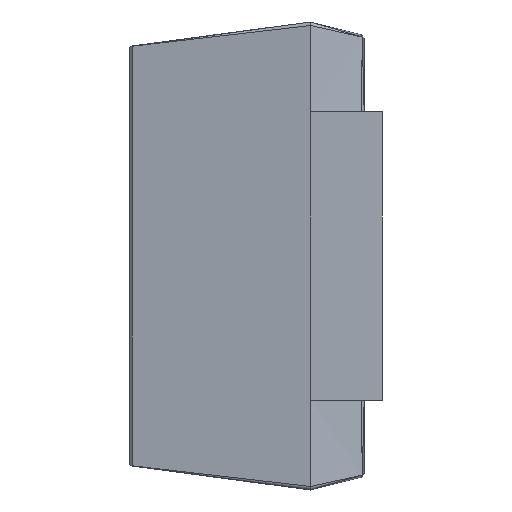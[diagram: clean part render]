
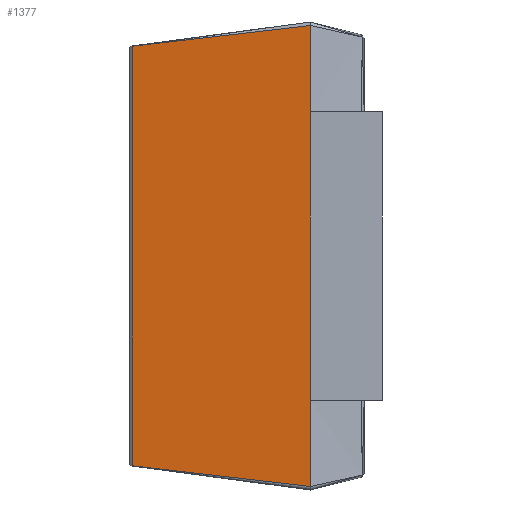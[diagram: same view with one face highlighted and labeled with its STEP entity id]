
A CAD part, left-side view. The second image highlights one B-rep face of the part: STEP entity #1377.
In plain terms, the highlighted planar face has unit normal (-0.993, 0.122, 0).
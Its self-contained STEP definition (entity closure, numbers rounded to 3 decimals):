
#1 = CARTESIAN_POINT ( 'NONE',  ( 0., 0.15, 1.29 ) ) ;
#46 = CARTESIAN_POINT ( 'NONE',  ( 0.06, 0.641, 1.23 ) ) ;
#114 = EDGE_LOOP ( 'NONE', ( #1113, #789, #1585, #746, #1586, #1764 ) ) ;
#153 = LINE ( 'NONE', #1049, #475 ) ;
#201 = DIRECTION ( 'NONE',  ( 0., 0., -1. ) ) ;
#222 = VERTEX_POINT ( 'NONE', #2262 ) ;
#475 = VECTOR ( 'NONE', #1214, 1000. ) ;
#580 = CARTESIAN_POINT ( 'NONE',  ( 0., 0.15, 0. ) ) ;
#582 = VECTOR ( 'NONE', #630, 1000. ) ;
#594 = LINE ( 'NONE', #580, #628 ) ;
#628 = VECTOR ( 'NONE', #657, 1000. ) ;
#630 = DIRECTION ( 'NONE',  ( 0.121, 0.985, 0.121 ) ) ;
#637 = CARTESIAN_POINT ( 'NONE',  ( 0.067, 0.645, 1.233 ) ) ;
#657 = DIRECTION ( 'NONE',  ( 0., 0., -1. ) ) ;
#669 = PLANE ( 'NONE',  #1456 ) ;
#718 = CARTESIAN_POINT ( 'NONE',  ( 0., 0.15, 1.05 ) ) ;
#733 = EDGE_CURVE ( 'NONE', #222, #1435, #805, .T. ) ;
#746 = ORIENTED_EDGE ( 'NONE', *, *, #2219, .F. ) ;
#751 = VERTEX_POINT ( 'NONE', #718 ) ;
#789 = ORIENTED_EDGE ( 'NONE', *, *, #733, .F. ) ;
#805 = LINE ( 'NONE', #1530, #582 ) ;
#839 = LINE ( 'NONE', #1060, #1081 ) ;
#848 = EDGE_CURVE ( 'NONE', #955, #1476, #1963, .T. ) ;
#955 = VERTEX_POINT ( 'NONE', #637 ) ;
#1032 = FACE_OUTER_BOUND ( 'NONE', #114, .T. ) ;
#1049 = CARTESIAN_POINT ( 'NONE',  ( 0., 0.15, 0. ) ) ;
#1060 = CARTESIAN_POINT ( 'NONE',  ( 0.06, 0.641, 0. ) ) ;
#1081 = VECTOR ( 'NONE', #1102, 1000. ) ;
#1102 = DIRECTION ( 'NONE',  ( 0., 0., 1. ) ) ;
#1113 = ORIENTED_EDGE ( 'NONE', *, *, #1676, .F. ) ;
#1214 = DIRECTION ( 'NONE',  ( 0., 0., -1. ) ) ;
#1377 = ADVANCED_FACE ( 'NONE', ( #1032 ), #669, .F. ) ;
#1435 = VERTEX_POINT ( 'NONE', #1913 ) ;
#1456 = AXIS2_PLACEMENT_3D ( 'NONE', #1595, #1567, #2106 ) ;
#1476 = VERTEX_POINT ( 'NONE', #1 ) ;
#1530 = CARTESIAN_POINT ( 'NONE',  ( 0.013, 0.259, 0.023 ) ) ;
#1567 = DIRECTION ( 'NONE',  ( 0.993, -0.122, 0. ) ) ;
#1585 = ORIENTED_EDGE ( 'NONE', *, *, #1865, .F. ) ;
#1586 = ORIENTED_EDGE ( 'NONE', *, *, #1809, .F. ) ;
#1595 = CARTESIAN_POINT ( 'NONE',  ( 0., 0.15, 0. ) ) ;
#1676 = EDGE_CURVE ( 'NONE', #1435, #955, #839, .T. ) ;
#1764 = ORIENTED_EDGE ( 'NONE', *, *, #848, .F. ) ;
#1791 = CARTESIAN_POINT ( 'NONE',  ( 0., 0.15, 0. ) ) ;
#1803 = LINE ( 'NONE', #1791, #2245 ) ;
#1808 = DIRECTION ( 'NONE',  ( -0.121, -0.985, 0.121 ) ) ;
#1809 = EDGE_CURVE ( 'NONE', #1476, #751, #594, .T. ) ;
#1865 = EDGE_CURVE ( 'NONE', #1965, #222, #153, .T. ) ;
#1913 = CARTESIAN_POINT ( 'NONE',  ( 0.067, 0.645, 0.067 ) ) ;
#1963 = LINE ( 'NONE', #46, #2234 ) ;
#1965 = VERTEX_POINT ( 'NONE', #2211 ) ;
#2106 = DIRECTION ( 'NONE',  ( 0.122, 0.993, 0. ) ) ;
#2211 = CARTESIAN_POINT ( 'NONE',  ( 0., 0.15, 0.25 ) ) ;
#2219 = EDGE_CURVE ( 'NONE', #751, #1965, #1803, .T. ) ;
#2234 = VECTOR ( 'NONE', #1808, 1000. ) ;
#2245 = VECTOR ( 'NONE', #201, 1000. ) ;
#2262 = CARTESIAN_POINT ( 'NONE',  ( 0., 0.15, 0.01 ) ) ;
